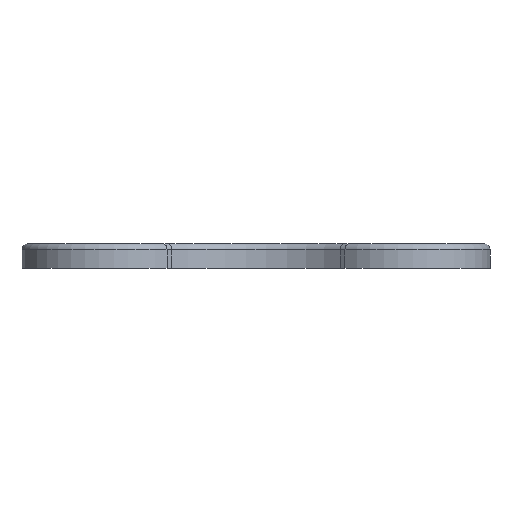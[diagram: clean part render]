
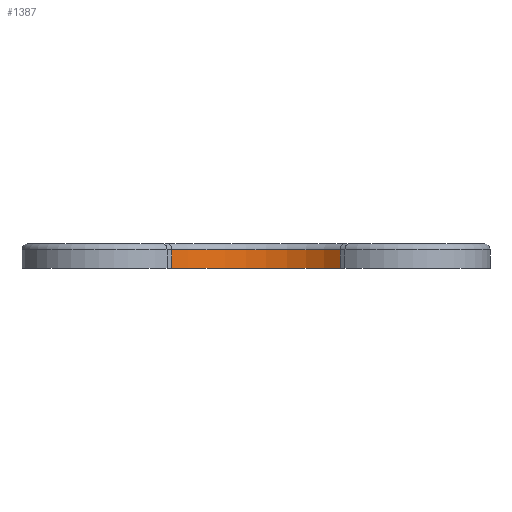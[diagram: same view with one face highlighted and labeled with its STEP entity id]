
A CAD part, left-side view. The second image highlights one B-rep face of the part: STEP entity #1387.
In plain terms, the highlighted cylindrical face has radius 10 mm (diameter 20 mm), a partial arc.
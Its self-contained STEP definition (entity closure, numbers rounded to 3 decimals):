
#91=LINE('',#2226,#201);
#93=LINE('',#2230,#203);
#201=VECTOR('',#1781,10.);
#203=VECTOR('',#1785,10.);
#302=CYLINDRICAL_SURFACE('',#1520,10.);
#352=FACE_OUTER_BOUND('',#430,.T.);
#430=EDGE_LOOP('',(#1026,#1027,#1028,#1029));
#541=CIRCLE('',#1509,10.);
#546=CIRCLE('',#1521,10.);
#633=VERTEX_POINT('',#2193);
#635=VERTEX_POINT('',#2199);
#641=VERTEX_POINT('',#2225);
#642=VERTEX_POINT('',#2229);
#779=EDGE_CURVE('',#635,#633,#541,.T.);
#792=EDGE_CURVE('',#641,#633,#91,.T.);
#794=EDGE_CURVE('',#635,#642,#93,.T.);
#795=EDGE_CURVE('',#642,#641,#546,.T.);
#1026=ORIENTED_EDGE('',*,*,#779,.F.);
#1027=ORIENTED_EDGE('',*,*,#794,.T.);
#1028=ORIENTED_EDGE('',*,*,#795,.T.);
#1029=ORIENTED_EDGE('',*,*,#792,.T.);
#1387=ADVANCED_FACE('',(#352),#302,.F.);
#1509=AXIS2_PLACEMENT_3D('',#2201,#1751,#1752);
#1520=AXIS2_PLACEMENT_3D('',#2228,#1783,#1784);
#1521=AXIS2_PLACEMENT_3D('',#2231,#1786,#1787);
#1751=DIRECTION('center_axis',(0.,0.,-1.));
#1752=DIRECTION('ref_axis',(1.,0.,0.));
#1781=DIRECTION('',(0.,0.,1.));
#1783=DIRECTION('center_axis',(0.,0.,1.));
#1784=DIRECTION('ref_axis',(1.,0.,0.));
#1785=DIRECTION('',(0.,0.,-1.));
#1786=DIRECTION('center_axis',(0.,0.,-1.));
#1787=DIRECTION('ref_axis',(1.,0.,0.));
#2193=CARTESIAN_POINT('',(-28.75,-6.831,-6.5));
#2199=CARTESIAN_POINT('',(-28.75,6.831,-6.5));
#2201=CARTESIAN_POINT('Origin',(-36.053,0.,
-6.5));
#2225=CARTESIAN_POINT('',(-28.75,-6.831,-8.));
#2226=CARTESIAN_POINT('',(-28.75,-6.831,-8.));
#2228=CARTESIAN_POINT('Origin',(-36.053,0.,
-8.));
#2229=CARTESIAN_POINT('',(-28.75,6.831,-8.));
#2230=CARTESIAN_POINT('',(-28.75,6.831,-8.));
#2231=CARTESIAN_POINT('Origin',(-36.053,0.,
-8.));
